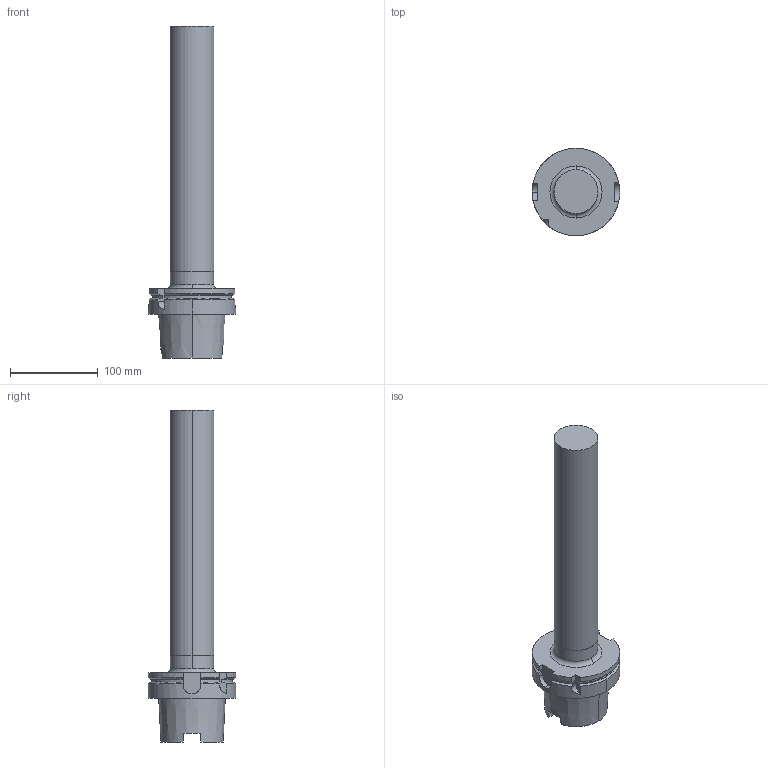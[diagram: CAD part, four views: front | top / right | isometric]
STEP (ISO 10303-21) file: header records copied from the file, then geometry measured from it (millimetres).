
FILE_DESCRIPTION (( 'STEP AP203' ), '1' );
FILE_NAME ('STP-SAKEM-86429-329-P.STEP', '2020-11-02T06:19:57', ( '' ), ( '' ), 'SwSTEP 2.0', 'SolidWorks 2017', '' );
FILE_SCHEMA (( 'CONFIG_CONTROL_DESIGN' ));
Length unit declared in the file: millimetre
Products named in the file (1): STP-SAKEM-86429-329-P
Bounding box: 100 x 100 x 379 mm (x, y, z)
Volume: 845392.4 mm3; surface area: 97067.2 mm2
Topology: 1 solids, 1 shells, 80 faces, 207 edges, 133 vertices
Faces by surface type: cylinder 32, plane 28, cone 14, torus 6
Entity records: 2778 total; most frequent: CARTESIAN_POINT 719, DIRECTION 429, ORIENTED_EDGE 414, EDGE_CURVE 207, AXIS2_PLACEMENT_3D 169, VERTEX_POINT 133, LINE 91, VECTOR 91
